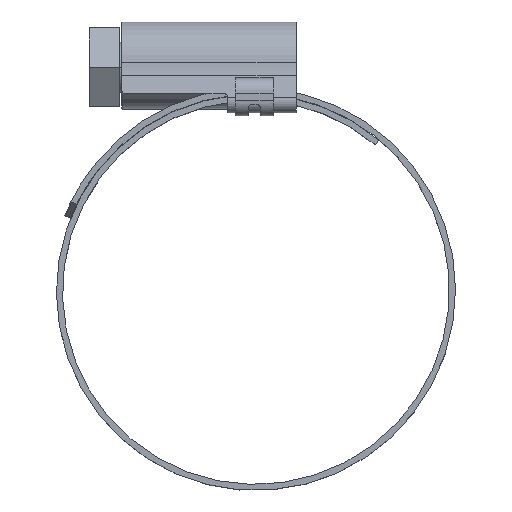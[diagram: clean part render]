
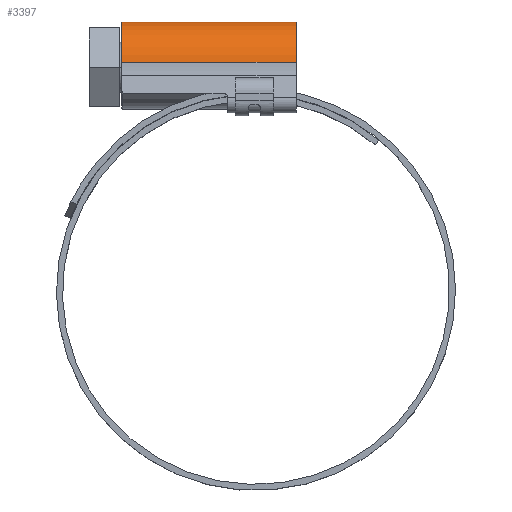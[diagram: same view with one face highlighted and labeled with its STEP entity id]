
A CAD part, top view. The second image highlights one B-rep face of the part: STEP entity #3397.
In plain terms, the highlighted cylindrical face has radius 6 mm (diameter 12 mm), a partial arc.
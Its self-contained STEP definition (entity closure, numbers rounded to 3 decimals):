
#68 = DIRECTION ( 'NONE',  ( 0., 0., -1. ) ) ;
#152 = AXIS2_PLACEMENT_3D ( 'NONE', #2407, #2452, #68 ) ;
#418 = EDGE_CURVE ( 'NONE', #1813, #3464, #3663, .T. ) ;
#427 = CARTESIAN_POINT ( 'NONE',  ( -17.5, 30.165, 5.963 ) ) ;
#587 = EDGE_CURVE ( 'NONE', #2738, #1987, #2727, .T. ) ;
#655 = CARTESIAN_POINT ( 'NONE',  ( -17.5, 30.165, -5.963 ) ) ;
#663 = ORIENTED_EDGE ( 'NONE', *, *, #1156, .T. ) ;
#756 = DIRECTION ( 'NONE',  ( 1., 0., 0. ) ) ;
#944 = CARTESIAN_POINT ( 'NONE',  ( 5.5, 30.165, 5.963 ) ) ;
#959 = DIRECTION ( 'NONE',  ( 1., 0., 0. ) ) ;
#1027 = VECTOR ( 'NONE', #756, 1000. ) ;
#1156 = EDGE_CURVE ( 'NONE', #1987, #3464, #2268, .T. ) ;
#1390 = ORIENTED_EDGE ( 'NONE', *, *, #2748, .F. ) ;
#1533 = AXIS2_PLACEMENT_3D ( 'NONE', #2847, #3728, #3084 ) ;
#1568 = CARTESIAN_POINT ( 'NONE',  ( -17.5, 30.165, -5.963 ) ) ;
#1765 = ORIENTED_EDGE ( 'NONE', *, *, #418, .F. ) ;
#1813 = VERTEX_POINT ( 'NONE', #3570 ) ;
#1987 = VERTEX_POINT ( 'NONE', #3695 ) ;
#2113 = DIRECTION ( 'NONE',  ( 0., 0., -1. ) ) ;
#2132 = FACE_OUTER_BOUND ( 'NONE', #2718, .T. ) ;
#2268 = LINE ( 'NONE', #427, #1027 ) ;
#2407 = CARTESIAN_POINT ( 'NONE',  ( 5.5, 29.5, 0. ) ) ;
#2452 = DIRECTION ( 'NONE',  ( 1., 0., 0. ) ) ;
#2523 = CYLINDRICAL_SURFACE ( 'NONE', #3544, 6. ) ;
#2695 = CARTESIAN_POINT ( 'NONE',  ( -17.5, 29.5, 0. ) ) ;
#2718 = EDGE_LOOP ( 'NONE', ( #1765, #1390, #3437, #663 ) ) ;
#2727 = CIRCLE ( 'NONE', #1533, 6. ) ;
#2738 = VERTEX_POINT ( 'NONE', #1568 ) ;
#2748 = EDGE_CURVE ( 'NONE', #2738, #1813, #2771, .T. ) ;
#2771 = LINE ( 'NONE', #655, #3596 ) ;
#2847 = CARTESIAN_POINT ( 'NONE',  ( -17.5, 29.5, 0. ) ) ;
#3084 = DIRECTION ( 'NONE',  ( 0., 0., 1. ) ) ;
#3317 = DIRECTION ( 'NONE',  ( 1., 0., 0. ) ) ;
#3397 = ADVANCED_FACE ( 'NONE', ( #2132 ), #2523, .T. ) ;
#3437 = ORIENTED_EDGE ( 'NONE', *, *, #587, .T. ) ;
#3464 = VERTEX_POINT ( 'NONE', #944 ) ;
#3544 = AXIS2_PLACEMENT_3D ( 'NONE', #2695, #959, #2113 ) ;
#3570 = CARTESIAN_POINT ( 'NONE',  ( 5.5, 30.165, -5.963 ) ) ;
#3596 = VECTOR ( 'NONE', #3317, 1000. ) ;
#3663 = CIRCLE ( 'NONE', #152, 6. ) ;
#3695 = CARTESIAN_POINT ( 'NONE',  ( -17.5, 30.165, 5.963 ) ) ;
#3728 = DIRECTION ( 'NONE',  ( 1., 0., 0. ) ) ;
